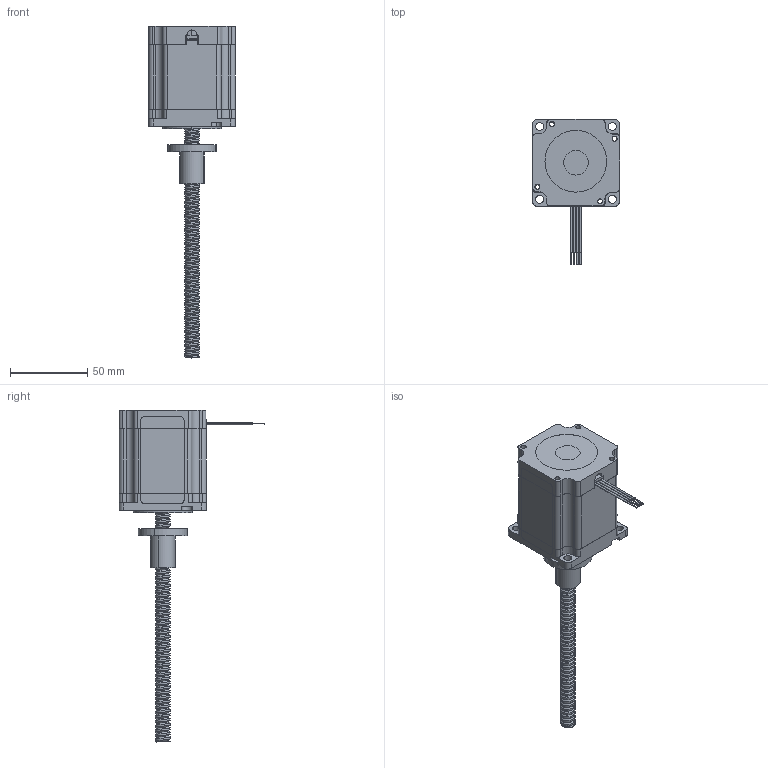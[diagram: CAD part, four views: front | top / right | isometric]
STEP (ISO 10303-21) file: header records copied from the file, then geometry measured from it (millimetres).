
FILE_DESCRIPTION (( 'STEP AP214' ), '1' );
FILE_NAME ('23E22-150.STEP', '2023-03-07T07:56:32', ( '' ), ( '' ), 'SwSTEP 2.0', 'SolidWorks 2022', '' );
FILE_SCHEMA (( 'AUTOMOTIVE_DESIGN' ));
Length unit declared in the file: millimetre
Products named in the file (10): 01-012.STP; 01-011.STP; 丝杆9.5.STP; 57双厚标签.STP; 23E22-150; 23螺母.STP; 23E22-150.STP; 06-009.STP; 02-028.STP; 57铭牌.STP
Assembly tree (9 placements, depth 3):
  23E22-150
    23E22-150.STP
      01-011.STP
      01-012.STP
      06-009.STP
      02-028.STP
      23螺母.STP
      丝杆9.5.STP
      57双厚标签.STP
      57铭牌.STP
Bounding box: 56.4 x 94.3 x 215.05 mm (x, y, z)
Volume: 102311.8 mm3; surface area: 78230.1 mm2
Topology: 8 solids, 8 shells, 942 faces, 2715 edges, 1805 vertices
Faces by surface type: cylinder 645, plane 285, cone 10, bspline 2
Entity records: 42342 total; most frequent: CARTESIAN_POINT 16766, DIRECTION 5444, ORIENTED_EDGE 5430, EDGE_CURVE 2715, AXIS2_PLACEMENT_3D 2040, VERTEX_POINT 1805, LINE 1364, VECTOR 1364
